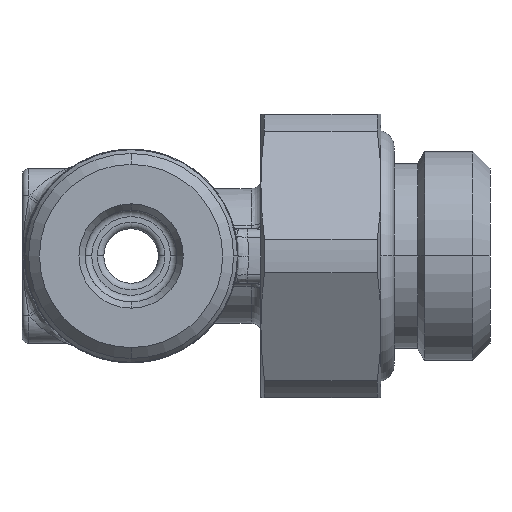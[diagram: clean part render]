
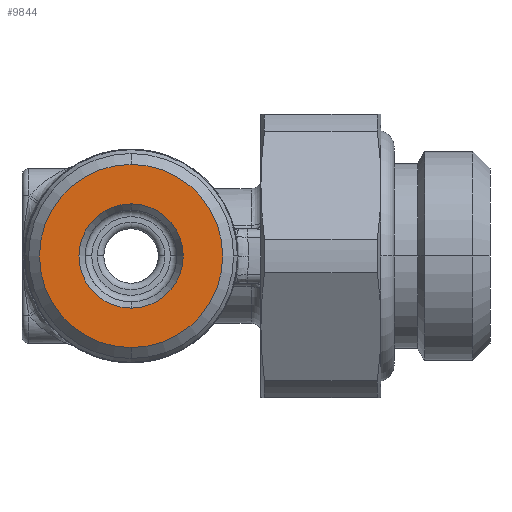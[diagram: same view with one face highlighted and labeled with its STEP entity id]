
A CAD part, left-side view. The second image highlights one B-rep face of the part: STEP entity #9844.
In plain terms, the highlighted planar face has unit normal (-1, 0, 0).
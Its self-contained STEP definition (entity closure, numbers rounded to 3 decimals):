
#3034=CARTESIAN_POINT('',(-17.25,0.,0.));
#3035=DIRECTION('',(-1.,0.,0.));
#3036=DIRECTION('',(0.,0.,-1.));
#3037=AXIS2_PLACEMENT_3D('',#3034,#3035,#3036);
#3047=CARTESIAN_POINT('',(-17.25,0.,0.));
#3048=DIRECTION('',(1.,0.,0.));
#3049=DIRECTION('',(0.,0.,-1.));
#3050=AXIS2_PLACEMENT_3D('',#3047,#3048,#3049);
#3052=CARTESIAN_POINT('',(-17.25,0.,0.));
#3053=DIRECTION('',(1.,0.,0.));
#3054=DIRECTION('',(0.,0.,-1.));
#3055=AXIS2_PLACEMENT_3D('',#3052,#3053,#3054);
#3057=CARTESIAN_POINT('',(-17.25,0.,0.));
#3058=DIRECTION('',(-1.,0.,0.));
#3059=DIRECTION('',(0.,0.,-1.));
#3060=AXIS2_PLACEMENT_3D('',#3057,#3058,#3059);
#4365=CARTESIAN_POINT('',(-17.25,0.,-2.389));
#4367=VERTEX_POINT('',#4365);
#4368=CARTESIAN_POINT('',(-17.25,0.,-4.2));
#4370=VERTEX_POINT('',#4368);
#4375=CARTESIAN_POINT('',(-17.25,0.,2.389));
#4377=VERTEX_POINT('',#4375);
#4378=CARTESIAN_POINT('',(-17.25,0.,4.2));
#4380=VERTEX_POINT('',#4378);
#9829=CARTESIAN_POINT('',(-17.25,0.,0.));
#9830=DIRECTION('',(-1.,0.,0.));
#9831=DIRECTION('',(0.,0.,1.));
#9832=AXIS2_PLACEMENT_3D('',#9829,#9830,#9831);
#9833=PLANE('',#9832);
#9834=ORIENTED_EDGE('',*,*,#9808,.F.);
#9835=ORIENTED_EDGE('',*,*,#9824,.T.);
#9836=EDGE_LOOP('',(#9834,#9835));
#9837=FACE_OUTER_BOUND('',#9836,.F.);
#9839=ORIENTED_EDGE('',*,*,#9838,.F.);
#9841=ORIENTED_EDGE('',*,*,#9840,.T.);
#9842=EDGE_LOOP('',(#9839,#9841));
#9843=FACE_BOUND('',#9842,.F.);
#9844=ADVANCED_FACE('',(#9837,#9843),#9833,.T.);
#3038=CIRCLE('',#3037,4.2);
#3051=CIRCLE('',#3050,4.2);
#3056=CIRCLE('',#3055,2.389);
#3061=CIRCLE('',#3060,2.389);
#9808=EDGE_CURVE('',#4370,#4380,#3038,.T.);
#9824=EDGE_CURVE('',#4370,#4380,#3051,.T.);
#9838=EDGE_CURVE('',#4367,#4377,#3056,.T.);
#9840=EDGE_CURVE('',#4367,#4377,#3061,.T.);
